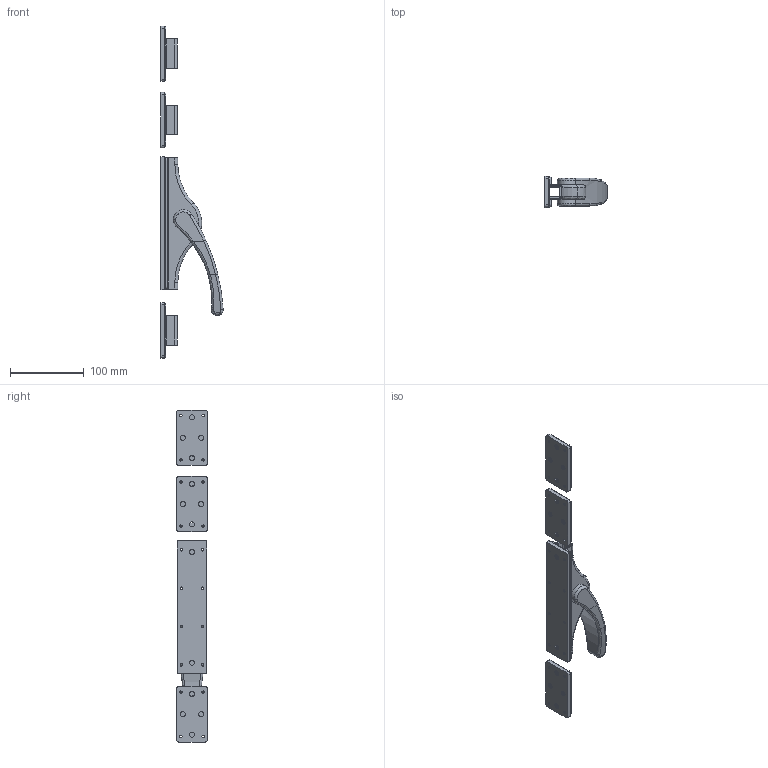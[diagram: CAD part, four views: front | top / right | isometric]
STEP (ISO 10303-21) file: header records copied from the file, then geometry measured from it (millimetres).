
FILE_DESCRIPTION (( 'STEP AP214' ), '1' );
FILE_NAME ('500114', '2019-02-01T14:37:50', ( '' ), ('JUGARD+KÜNSTNER GmbH'), 'SwSTEP 2.0', 'SolidWorks 2017', '' );
FILE_SCHEMA (( 'AUTOMOTIVE_DESIGN' ));
Length unit declared in the file: millimetre
Products named in the file (8): Kopie von Stangenschlaufe _13^500114; Kopie von Tortreibriegel _13 mm^Kopie von Tortreibriegel _13_500114; Kopie von Montageplatte-Stangenschlaufe^Kopie von Stangenschlaufe _13_500114; Kopie von Stangenschlaufe _13 mm^Kopie von Stangenschlaufe _13_500114; Kopie von Montageplatte-Tortreibriegel^Kopie von Tortreibriegel _13_500114; Kopie von Tortreibriegel _13^500114; 500114_CNAJF00; Kopie von Tortreibriegel-Blech^Kopie von Tortreibriegel _13_500114
Assembly tree (9 placements, depth 3):
  500114_CNAJF00
    Kopie von Tortreibriegel _13^500114
      Kopie von Tortreibriegel _13 mm^Kopie von Tortreibriegel _13_500114
      Kopie von Tortreibriegel-Blech^Kopie von Tortreibriegel _13_500114
      Kopie von Montageplatte-Tortreibriegel^Kopie von Tortreibriegel _13_500114
    Kopie von Stangenschlaufe _13^500114  x3
      Kopie von Stangenschlaufe _13 mm^Kopie von Stangenschlaufe _13_500114
      Kopie von Montageplatte-Stangenschlaufe^Kopie von Stangenschlaufe _13_500114
Bounding box: 84.5 x 42 x 450 mm (x, y, z)
Volume: 242537.5 mm3; surface area: 119602.2 mm2
Topology: 9 solids, 9 shells, 351 faces, 1018 edges, 659 vertices
Faces by surface type: cylinder 186, plane 107, bspline 30, cone 28
Entity records: 9257 total; most frequent: CARTESIAN_POINT 2935, ORIENTED_EDGE 1260, DIRECTION 1171, EDGE_CURVE 630, AXIS2_PLACEMENT_3D 444, VERTEX_POINT 407, LINE 283, VECTOR 283
